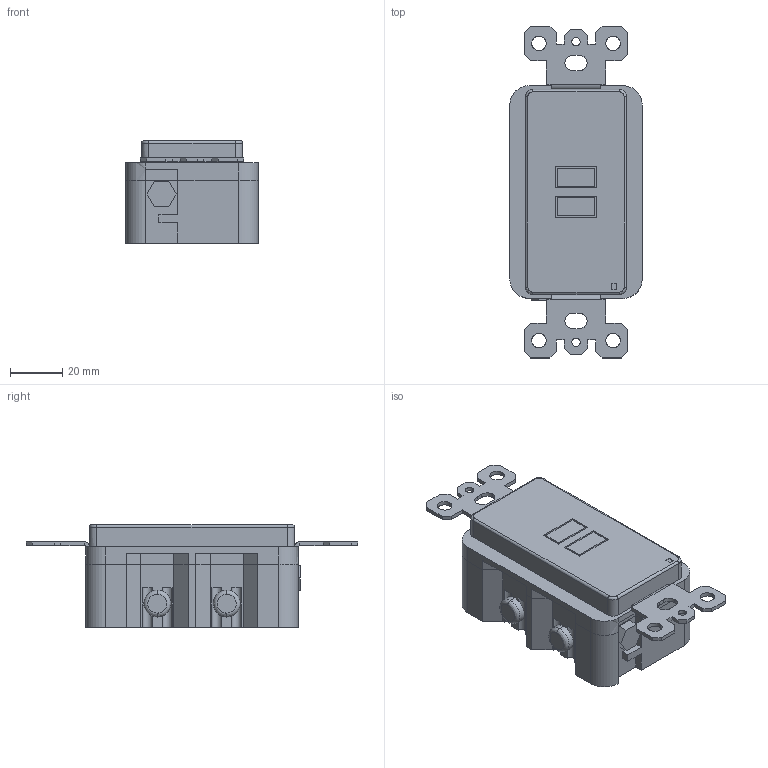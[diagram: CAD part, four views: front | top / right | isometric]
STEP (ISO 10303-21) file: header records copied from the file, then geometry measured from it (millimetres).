
FILE_DESCRIPTION(('FreeCAD Model'),'2;1');
FILE_NAME('Open CASCADE Shape Model','2025-05-07T16:02:12',('FreeCAD'),( 'FreeCAD'),'Open CASCADE STEP processor 7.6','FreeCAD','Unknown');
FILE_SCHEMA(('AUTOMOTIVE_DESIGN { 1 0 10303 214 1 1 1 1 }'));
Length unit declared in the file: millimetre
Products named in the file (1): Open CASCADE STEP translator 7.6 1
Bounding box: 50.52 x 126.61 x 39.1 mm (x, y, z)
Volume: 137145.5 mm3; surface area: 33780.6 mm2
Topology: 9 solids, 9 shells, 401 faces, 1031 edges, 679 vertices
Faces by surface type: bspline 401
Entity records: 12132 total; most frequent: CARTESIAN_POINT 5834, ORIENTED_EDGE 2062, EDGE_CURVE 1031, B_SPLINE_CURVE_WITH_KNOTS 875, VERTEX_POINT 679, FACE_BOUND 448, EDGE_LOOP 448, ADVANCED_FACE 401
